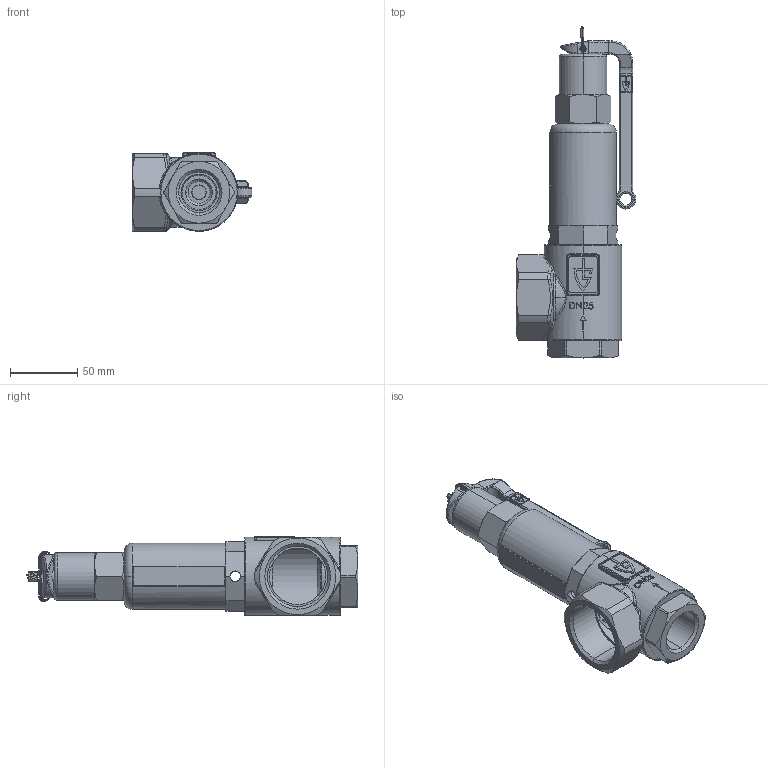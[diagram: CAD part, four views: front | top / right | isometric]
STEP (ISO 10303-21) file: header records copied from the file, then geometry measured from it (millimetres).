
FILE_DESCRIPTION (( 'STEP AP214' ), '1' );
FILE_NAME ('851 - 1 mit Hebel Dummy.STEP', '2010-07-07T09:36:06', ( '' ), ( '' ), 'SwSTEP 2.0', 'SolidWorks 2010', '' );
FILE_SCHEMA (( 'AUTOMOTIVE_DESIGN' ));
Length unit declared in the file: millimetre
Products named in the file (1): 851 - 1 mit Hebel Dummy
Bounding box: 89.5 x 247.62 x 58.5 mm (x, y, z)
Volume: 202397.7 mm3; surface area: 101509.8 mm2
Topology: 11 solids, 11 shells, 807 faces, 2029 edges, 1266 vertices
Faces by surface type: plane 285, cylinder 242, bspline 117, torus 85, cone 72, sphere 6
Entity records: 39511 total; most frequent: CARTESIAN_POINT 11932, ORIENTED_EDGE 4046, DIRECTION 3702, EDGE_CURVE 2023, AXIS2_PLACEMENT_3D 1417, VERTEX_POINT 1266, LINE 868, VECTOR 868
